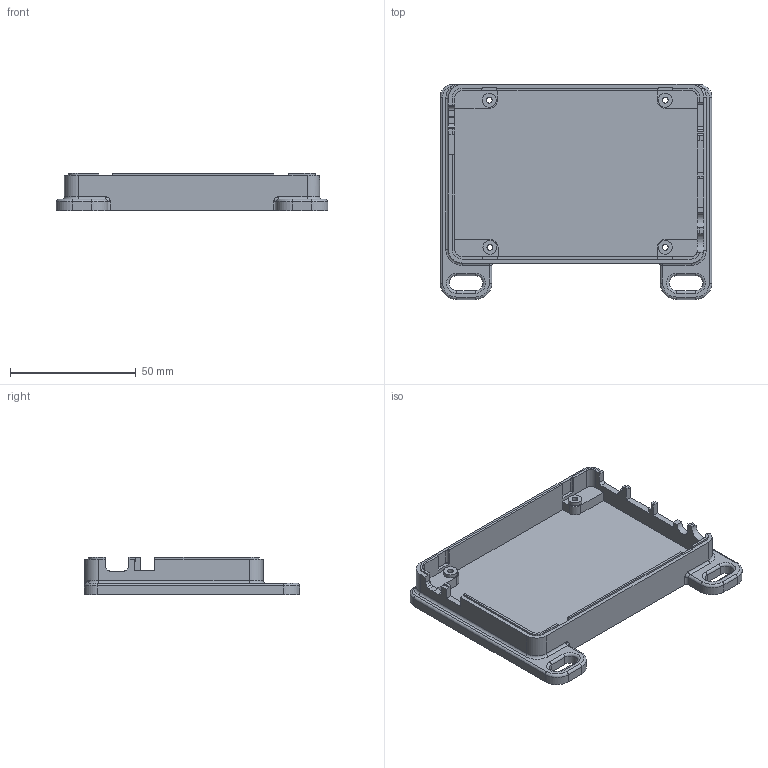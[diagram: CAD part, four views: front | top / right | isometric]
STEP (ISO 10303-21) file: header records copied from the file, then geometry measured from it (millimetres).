
FILE_DESCRIPTION(/* description */ (''),/* implementation_level */ '2;1');
FILE_NAME(/* name */ 'Bottom.step',/* time_stamp */ '2022-10-27T10:14:06-04:00',/* author */ (''),/* organization */ (''),/* preprocessor_version */ 'ST-DEVELOPER v19.2',/* originating_system */ 'Autodesk Translation Framework v11.17.0.187',/* authorisation */ '');
FILE_SCHEMA (('AUTOMOTIVE_DESIGN { 1 0 10303 214 3 1 1 }'));
Length unit declared in the file: millimetre
Products named in the file (1): Bottom
Bounding box: 108 x 85.5 x 14.8 mm (x, y, z)
Volume: 32119.1 mm3; surface area: 25299.4 mm2
Topology: 1 solids, 1 shells, 208 faces, 560 edges, 360 vertices
Faces by surface type: plane 114, cylinder 74, torus 15, bspline 5
Full cylindrical faces by diameter (mm): 2.3 x4, 5 x4, 5.5 x4
Entity records: 6687 total; most frequent: CARTESIAN_POINT 1308, DIRECTION 1128, ORIENTED_EDGE 1116, EDGE_CURVE 558, AXIS2_PLACEMENT_3D 378, LINE 372, VECTOR 372, VERTEX_POINT 360
